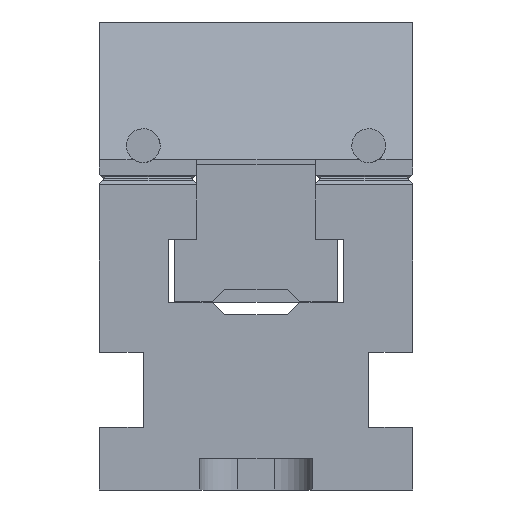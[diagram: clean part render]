
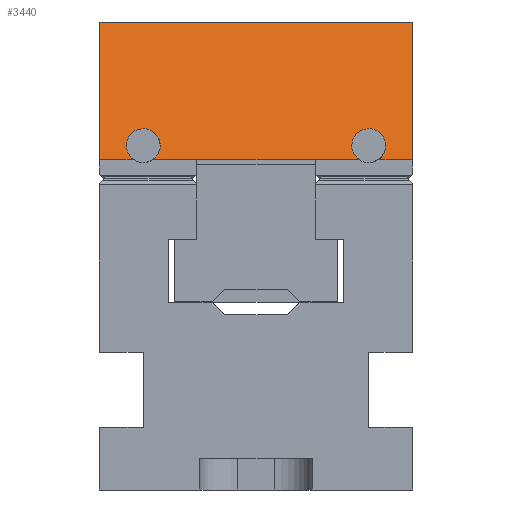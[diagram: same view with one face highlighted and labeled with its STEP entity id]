
A CAD part, front view. The second image highlights one B-rep face of the part: STEP entity #3440.
In plain terms, the highlighted face is planar.
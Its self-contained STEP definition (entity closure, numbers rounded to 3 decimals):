
#3440 = ADVANCED_FACE( '', ( #9680 ), #9681, .T. );
#9680 = FACE_OUTER_BOUND( '', #18980, .T. );
#9681 = PLANE( '', #18981 );
#18980 = EDGE_LOOP( '', ( #28522, #28523, #28524, #28525, #28526, #28527, #28528, #28529, #28530, #28531, #28532, #28533 ) );
#18981 = AXIS2_PLACEMENT_3D( '', #28534, #28535, #28536 );
#28522 = ORIENTED_EDGE( '', *, *, #57981, .F. );
#28523 = ORIENTED_EDGE( '', *, *, #57982, .T. );
#28524 = ORIENTED_EDGE( '', *, *, #57983, .F. );
#28525 = ORIENTED_EDGE( '', *, *, #57984, .T. );
#28526 = ORIENTED_EDGE( '', *, *, #57985, .F. );
#28527 = ORIENTED_EDGE( '', *, *, #57986, .F. );
#28528 = ORIENTED_EDGE( '', *, *, #57987, .T. );
#28529 = ORIENTED_EDGE( '', *, *, #57988, .T. );
#28530 = ORIENTED_EDGE( '', *, *, #57989, .F. );
#28531 = ORIENTED_EDGE( '', *, *, #57990, .T. );
#28532 = ORIENTED_EDGE( '', *, *, #57991, .F. );
#28533 = ORIENTED_EDGE( '', *, *, #57992, .F. );
#28534 = CARTESIAN_POINT( '', ( 25., 11.85, 12.5 ) );
#28535 = DIRECTION( '', ( 0., 0.966, 0.259 ) );
#28536 = DIRECTION( '', ( 0., -0.259, 0.966 ) );
#57981 = EDGE_CURVE( '', #70052, #70053, #70054, .T. );
#57982 = EDGE_CURVE( '', #70052, #70055, #70056, .T. );
#57983 = EDGE_CURVE( '', #70057, #70055, #70058, .T. );
#57984 = EDGE_CURVE( '', #70057, #70059, #70060, .T. );
#57985 = EDGE_CURVE( '', #70061, #70059, #70062, .T. );
#57986 = EDGE_CURVE( '', #70063, #70061, #70064, .T. );
#57987 = EDGE_CURVE( '', #70063, #70065, #70066, .T. );
#57988 = EDGE_CURVE( '', #70065, #70067, #70068, .T. );
#57989 = EDGE_CURVE( '', #70069, #70067, #70070, .T. );
#57990 = EDGE_CURVE( '', #70069, #70071, #70072, .T. );
#57991 = EDGE_CURVE( '', #70073, #70071, #70074, .T. );
#57992 = EDGE_CURVE( '', #70053, #70073, #70075, .T. );
#70052 = VERTEX_POINT( '', #88004 );
#70053 = VERTEX_POINT( '', #88005 );
#70054 = LINE( '', #88006, #88007 );
#70055 = VERTEX_POINT( '', #88008 );
#70056 = LINE( '', #88009, #88010 );
#70057 = VERTEX_POINT( '', #88011 );
#70058 = ELLIPSE( '', #88012, 2.795, 2.7 );
#70059 = VERTEX_POINT( '', #88013 );
#70060 = LINE( '', #88014, #88015 );
#70061 = VERTEX_POINT( '', #88016 );
#70062 = LINE( '', #88017, #88018 );
#70063 = VERTEX_POINT( '', #88019 );
#70064 = LINE( '', #88020, #88021 );
#70065 = VERTEX_POINT( '', #88022 );
#70066 = LINE( '', #88023, #88024 );
#70067 = VERTEX_POINT( '', #88025 );
#70068 = LINE( '', #88026, #88027 );
#70069 = VERTEX_POINT( '', #88028 );
#70070 = ELLIPSE( '', #88029, 2.795, 2.7 );
#70071 = VERTEX_POINT( '', #88030 );
#70072 = LINE( '', #88031, #88032 );
#70073 = VERTEX_POINT( '', #88033 );
#70074 = LINE( '', #88034, #88035 );
#70075 = LINE( '', #88036, #88037 );
#88004 = CARTESIAN_POINT( '', ( -9.5, 17.75, -9.519 ) );
#88005 = CARTESIAN_POINT( '', ( -9.5, 17.745, -9.5 ) );
#88006 = CARTESIAN_POINT( '', ( -9.5, 11.85, 12.5 ) );
#88007 = VECTOR( '', #113916, 1000. );
#88008 = CARTESIAN_POINT( '', ( -16.537, 17.75, -9.519 ) );
#88009 = CARTESIAN_POINT( '', ( 25., 17.75, -9.519 ) );
#88010 = VECTOR( '', #113917, 1000. );
#88011 = CARTESIAN_POINT( '', ( -19.463, 17.75, -9.519 ) );
#88012 = AXIS2_PLACEMENT_3D( '', #113918, #113919, #113920 );
#88013 = CARTESIAN_POINT( '', ( -25., 17.75, -9.519 ) );
#88014 = CARTESIAN_POINT( '', ( 25., 17.75, -9.519 ) );
#88015 = VECTOR( '', #113921, 1000. );
#88016 = CARTESIAN_POINT( '', ( -25., 11.85, 12.5 ) );
#88017 = CARTESIAN_POINT( '', ( -25., 11.85, 12.5 ) );
#88018 = VECTOR( '', #113922, 1000. );
#88019 = CARTESIAN_POINT( '', ( 25., 11.85, 12.5 ) );
#88020 = CARTESIAN_POINT( '', ( 25., 11.85, 12.5 ) );
#88021 = VECTOR( '', #113923, 1000. );
#88022 = CARTESIAN_POINT( '', ( 25., 17.75, -9.519 ) );
#88023 = CARTESIAN_POINT( '', ( 25., 11.85, 12.5 ) );
#88024 = VECTOR( '', #113924, 1000. );
#88025 = CARTESIAN_POINT( '', ( 19.463, 17.75, -9.519 ) );
#88026 = CARTESIAN_POINT( '', ( 25., 17.75, -9.519 ) );
#88027 = VECTOR( '', #113925, 1000. );
#88028 = CARTESIAN_POINT( '', ( 16.537, 17.75, -9.519 ) );
#88029 = AXIS2_PLACEMENT_3D( '', #113926, #113927, #113928 );
#88030 = CARTESIAN_POINT( '', ( 9.5, 17.75, -9.519 ) );
#88031 = CARTESIAN_POINT( '', ( 25., 17.75, -9.519 ) );
#88032 = VECTOR( '', #113929, 1000. );
#88033 = CARTESIAN_POINT( '', ( 9.5, 17.745, -9.5 ) );
#88034 = CARTESIAN_POINT( '', ( 9.5, 11.85, 12.5 ) );
#88035 = VECTOR( '', #113930, 1000. );
#88036 = CARTESIAN_POINT( '', ( 25., 17.745, -9.5 ) );
#88037 = VECTOR( '', #113931, 1000. );
#113916 = DIRECTION( '', ( 0., -0.259, 0.966 ) );
#113917 = DIRECTION( '', ( -1., 0., 0. ) );
#113918 = CARTESIAN_POINT( '', ( -18., 17.142, -7.25 ) );
#113919 = DIRECTION( '', ( 0., 0.966, 0.259 ) );
#113920 = DIRECTION( '', ( 0., 0.259, -0.966 ) );
#113921 = DIRECTION( '', ( -1., 0., 0. ) );
#113922 = DIRECTION( '', ( 0., 0.259, -0.966 ) );
#113923 = DIRECTION( '', ( -1., 0., 0. ) );
#113924 = DIRECTION( '', ( 0., 0.259, -0.966 ) );
#113925 = DIRECTION( '', ( -1., 0., 0. ) );
#113926 = CARTESIAN_POINT( '', ( 18., 17.142, -7.25 ) );
#113927 = DIRECTION( '', ( 0., 0.966, 0.259 ) );
#113928 = DIRECTION( '', ( 0., 0.259, -0.966 ) );
#113929 = DIRECTION( '', ( -1., 0., 0. ) );
#113930 = DIRECTION( '', ( 0., 0.259, -0.966 ) );
#113931 = DIRECTION( '', ( 1., 0., 0. ) );
